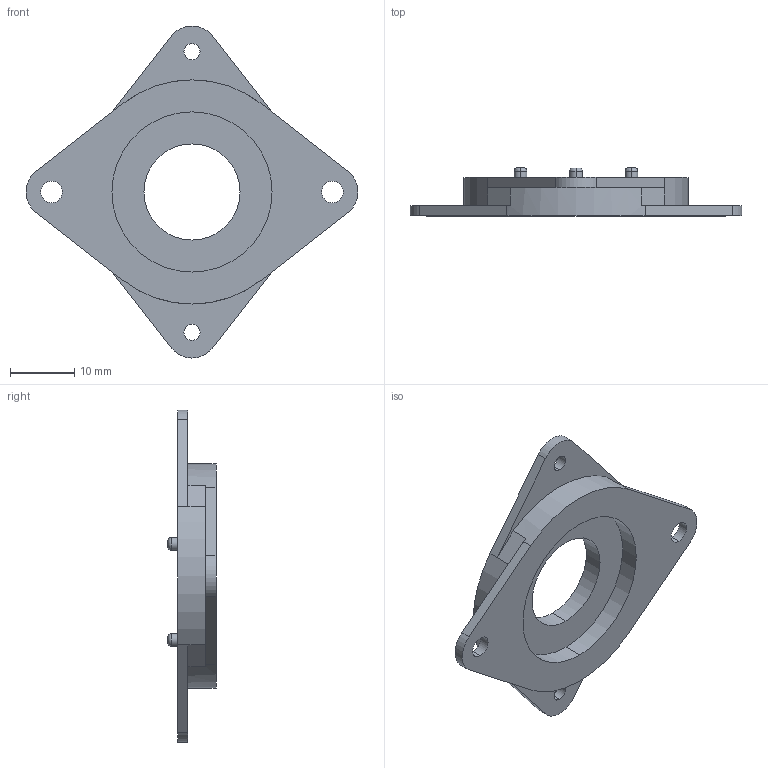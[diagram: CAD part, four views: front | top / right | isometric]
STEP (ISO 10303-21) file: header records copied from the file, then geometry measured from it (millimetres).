
FILE_DESCRIPTION (( 'STEP AP214' ), '1' );
FILE_NAME ('JXHMP4602-03091-f 萇儂熬涾菜.step', '2024-11-20T12:50:06', ( 'Windows User' ), ( 'P R C' ), 'SwSTEP 2.0', 'SolidWorks 2020', '' );
FILE_SCHEMA (( 'AUTOMOTIVE_DESIGN' ));
Length unit declared in the file: millimetre
Products named in the file (1): JXHMP4602-03091-f 萇儂熬涾菜
Bounding box: 51.81 x 7.5 x 51.83 mm (x, y, z)
Volume: 4423.1 mm3; surface area: 3566.9 mm2
Topology: 1 solids, 1 shells, 56 faces, 140 edges, 90 vertices
Faces by surface type: cylinder 28, plane 22, torus 6
Entity records: 1794 total; most frequent: DIRECTION 326, CARTESIAN_POINT 287, ORIENTED_EDGE 280, EDGE_CURVE 140, AXIS2_PLACEMENT_3D 129, VERTEX_POINT 90, CIRCLE 72, EDGE_LOOP 70
